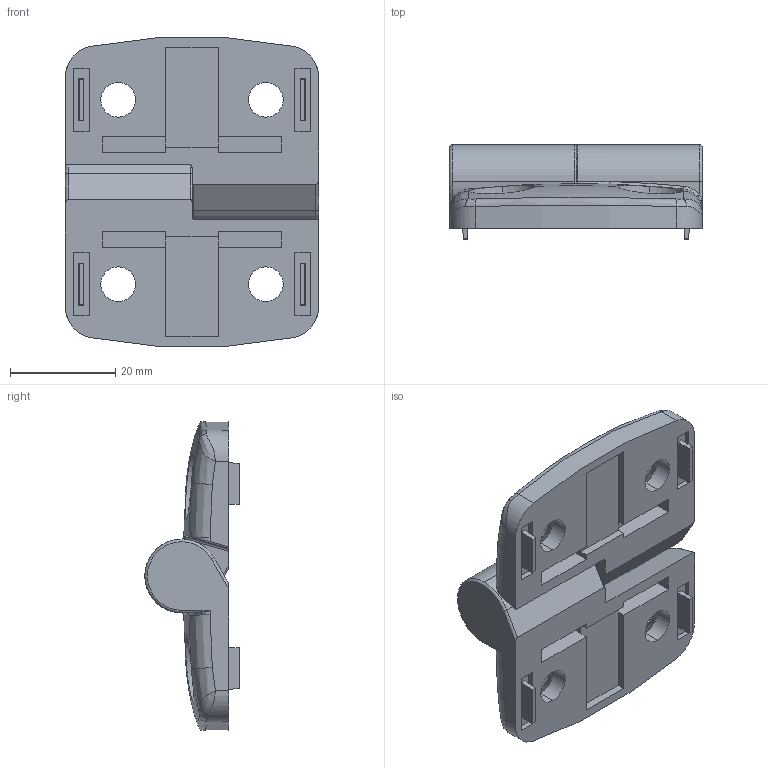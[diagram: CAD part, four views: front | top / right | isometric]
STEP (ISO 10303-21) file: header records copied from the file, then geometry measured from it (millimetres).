
FILE_DESCRIPTION (( 'STEP AP214' ), '1' );
FILE_NAME ('095k3030L08.STEP', '2014-08-13T10:18:30', ( '' ), ( '' ), 'SwSTEP 2.0', 'SolidWorks 2014', '' );
FILE_SCHEMA (( 'AUTOMOTIVE_DESIGN' ));
Length unit declared in the file: millimetre
Products named in the file (3): 095k3030L08; 095k-01_6-41; 095k30L00_095 k 30 L08
Assembly tree (3 placements, depth 2):
  095k3030L08
    095k30L00_095 k 30 L08  x2
    095k-01_6-41
Bounding box: 48 x 17.9 x 58.6 mm (x, y, z)
Volume: 20497.1 mm3; surface area: 10914.1 mm2
Topology: 3 solids, 3 shells, 200 faces, 492 edges, 302 vertices
Faces by surface type: plane 90, cylinder 50, bspline 38, cone 12, torus 10
Entity records: 4133 total; most frequent: CARTESIAN_POINT 1660, ORIENTED_EDGE 512, DIRECTION 448, EDGE_CURVE 256, VERTEX_POINT 159, AXIS2_PLACEMENT_3D 156, LINE 136, VECTOR 136
